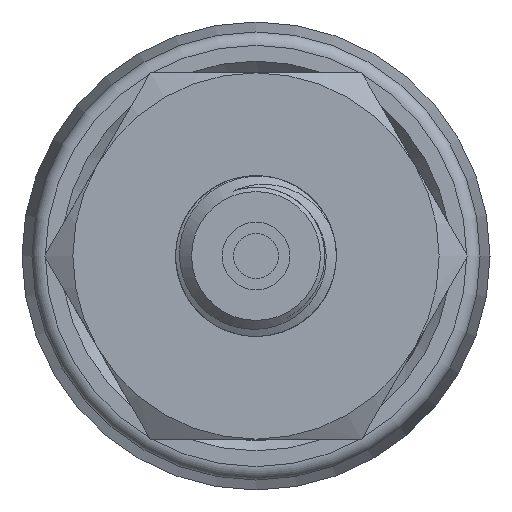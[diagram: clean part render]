
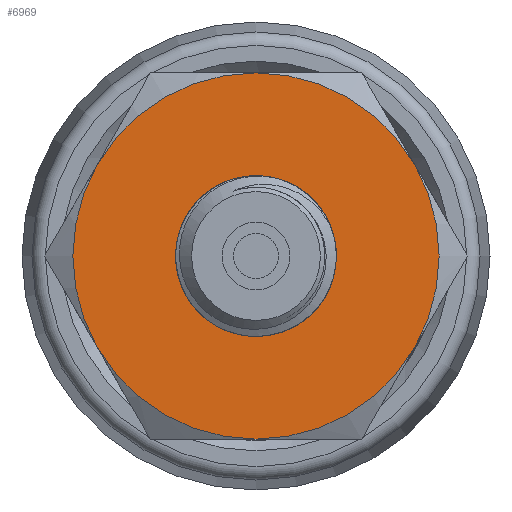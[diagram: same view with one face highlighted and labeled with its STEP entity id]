
A CAD part, left-side view. The second image highlights one B-rep face of the part: STEP entity #6969.
In plain terms, the highlighted planar face has unit normal (-1, 0, 0).
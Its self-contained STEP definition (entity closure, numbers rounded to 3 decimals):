
#107=PLANE('',#7273);
#400=FACE_BOUND('',#1175,.T.);
#770=FACE_OUTER_BOUND('',#1174,.T.);
#1174=EDGE_LOOP('',(#6337));
#1175=EDGE_LOOP('',(#6338));
#1325=CIRCLE('',#7256,5.9);
#1332=CIRCLE('',#7271,13.5);
#3284=VERTEX_POINT('',#21491);
#3289=VERTEX_POINT('',#22203);
#4309=EDGE_CURVE('',#3284,#3284,#1325,.T.);
#4321=EDGE_CURVE('',#3289,#3289,#1332,.T.);
#6337=ORIENTED_EDGE('',*,*,#4321,.F.);
#6338=ORIENTED_EDGE('',*,*,#4309,.T.);
#6969=ADVANCED_FACE('',(#770,#400),#107,.T.);
#7256=AXIS2_PLACEMENT_3D('',#21492,#8116,#8117);
#7271=AXIS2_PLACEMENT_3D('',#22205,#8150,#8151);
#7273=AXIS2_PLACEMENT_3D('',#22207,#8154,#8155);
#8116=DIRECTION('center_axis',(1.,0.,0.));
#8117=DIRECTION('ref_axis',(0.,0.,-1.));
#8150=DIRECTION('center_axis',(1.,0.,0.));
#8151=DIRECTION('ref_axis',(0.,0.,-1.));
#8154=DIRECTION('center_axis',(-1.,0.,0.));
#8155=DIRECTION('ref_axis',(0.,0.,1.));
#21491=CARTESIAN_POINT('',(-47.,0.,5.9));
#21492=CARTESIAN_POINT('Origin',(-47.,0.,0.));
#22203=CARTESIAN_POINT('',(-47.,-13.5,0.));
#22205=CARTESIAN_POINT('Origin',(-47.,0.,0.));
#22207=CARTESIAN_POINT('Origin',(-47.,13.5,0.));
